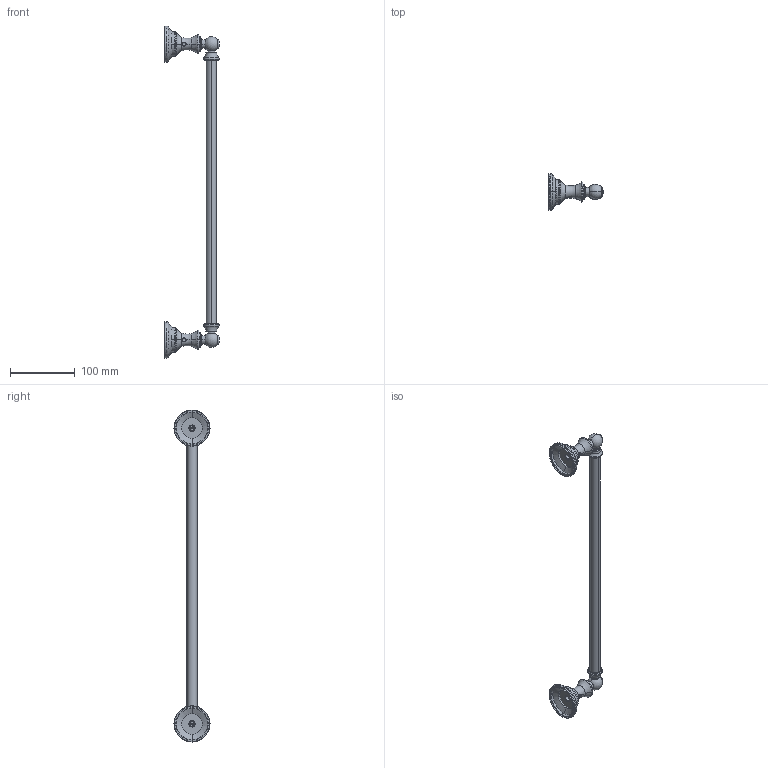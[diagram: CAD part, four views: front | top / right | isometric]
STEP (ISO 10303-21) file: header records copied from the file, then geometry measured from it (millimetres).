
FILE_DESCRIPTION((''),'2;1');
FILE_NAME('5602_ASM','2019-08-08T16:26:40',('jinson.thomas'),(''),'CREO PARAMETRIC BY PTC INC, 2018400','CREO PARAMETRIC BY PTC INC, 2018400','');
FILE_SCHEMA(('CONFIG_CONTROL_DESIGN'));
Length unit declared in the file: inch
Products named in the file (7): 11609; 2-656_ASM; 40720; 40734; 40721; 40732; 5602_ASM
Assembly tree (8 placements, depth 3):
  5602_ASM
    2-656_ASM  x2
      11609
    40720
    40734  x2
    40721
    40732
Bounding box: 84.71 x 55.88 x 513.08 mm (x, y, z)
Volume: 88311 mm3; surface area: 75768 mm2
Topology: 7 solids, 7 shells, 375 faces, 907 edges, 569 vertices
Faces by surface type: cylinder 145, bspline 86, torus 64, plane 48, cone 24, sphere 8
Entity records: 20421 total; most frequent: CARTESIAN_POINT 13673, ORIENTED_EDGE 1484, DIRECTION 1186, EDGE_CURVE 742, AXIS2_PLACEMENT_3D 518, VERTEX_POINT 468, EDGE_LOOP 340, B_SPLINE_CURVE_WITH_KNOTS 316
